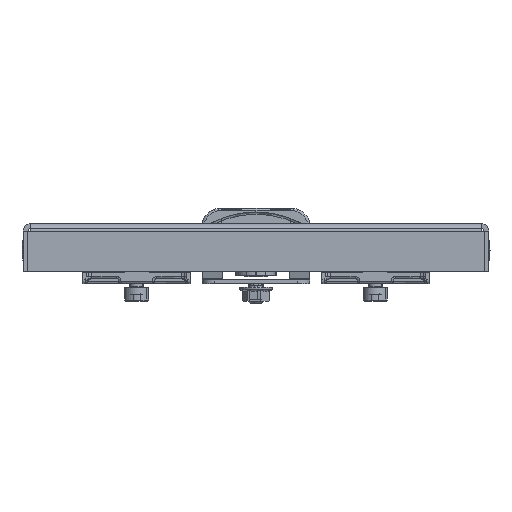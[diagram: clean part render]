
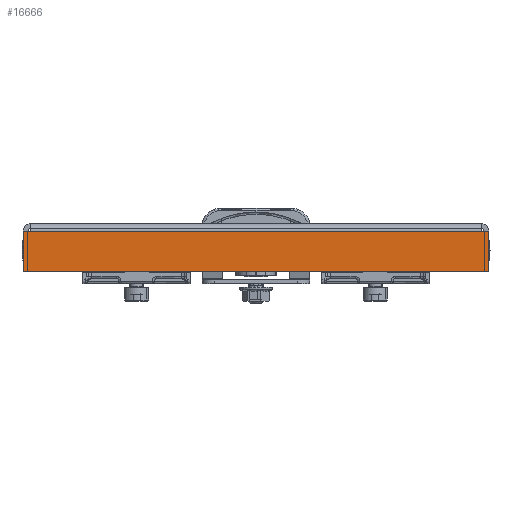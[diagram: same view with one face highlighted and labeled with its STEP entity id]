
A CAD part, left-side view. The second image highlights one B-rep face of the part: STEP entity #16666.
In plain terms, the highlighted planar face has unit normal (-1, 0, 0).
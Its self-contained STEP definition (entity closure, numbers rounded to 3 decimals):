
#112 = EDGE_CURVE ( 'NONE', #11534, #27771, #16254, .T. ) ;
#113 = EDGE_CURVE ( 'NONE', #11536, #11529, #16253, .T. ) ;
#116 = EDGE_CURVE ( 'NONE', #11534, #11531, #16265, .T. ) ;
#120 = EDGE_CURVE ( 'NONE', #11535, #11529, #16272, .T. ) ;
#123 = EDGE_CURVE ( 'NONE', #11531, #11535, #16277, .T. ) ;
#126 = EDGE_CURVE ( 'NONE', #27771, #11536, #16290, .T. ) ;
#505 = CARTESIAN_POINT ( 'NONE',  ( -497., 0., 0. ) ) ;
#512 = PLANE ( 'NONE',  #12350 ) ;
#514 = DIRECTION ( 'NONE',  ( 1., 0., 0. ) ) ;
#515 = DIRECTION ( 'NONE',  ( 0., 0., -1. ) ) ;
#10817 = FACE_OUTER_BOUND ( 'NONE', #32342, .T. ) ;
#11529 = VERTEX_POINT ( 'NONE', #12691 ) ;
#11531 = VERTEX_POINT ( 'NONE', #12695 ) ;
#11534 = VERTEX_POINT ( 'NONE', #12699 ) ;
#11535 = VERTEX_POINT ( 'NONE', #12700 ) ;
#11536 = VERTEX_POINT ( 'NONE', #12702 ) ;
#12350 = AXIS2_PLACEMENT_3D ( 'NONE', #505, #514, #515 ) ;
#12691 = CARTESIAN_POINT ( 'NONE',  ( -497., -97.5, -3. ) ) ;
#12695 = CARTESIAN_POINT ( 'NONE',  ( -497., 97.5, -20. ) ) ;
#12699 = CARTESIAN_POINT ( 'NONE',  ( -497., 97.5, -3. ) ) ;
#12700 = CARTESIAN_POINT ( 'NONE',  ( -497., -97.5, -20. ) ) ;
#12702 = CARTESIAN_POINT ( 'NONE',  ( -497., -94.5, -3. ) ) ;
#16253 = LINE ( 'NONE', #27097, #16262 ) ;
#16254 = LINE ( 'NONE', #27125, #16258 ) ;
#16258 = VECTOR ( 'NONE', #27115, 1000. ) ;
#16262 = VECTOR ( 'NONE', #27170, 1000. ) ;
#16265 = LINE ( 'NONE', #27109, #16270 ) ;
#16270 = VECTOR ( 'NONE', #27107, 1000. ) ;
#16272 = LINE ( 'NONE', #27106, #16280 ) ;
#16277 = LINE ( 'NONE', #27148, #16287 ) ;
#16280 = VECTOR ( 'NONE', #27182, 1000. ) ;
#16287 = VECTOR ( 'NONE', #27135, 1000. ) ;
#16290 = LINE ( 'NONE', #27161, #16293 ) ;
#16293 = VECTOR ( 'NONE', #27166, 1000. ) ;
#16666 = ADVANCED_FACE ( 'NONE', ( #10817 ), #512, .F. ) ;
#21830 = CARTESIAN_POINT ( 'NONE',  ( -497., 94.5, -3. ) ) ;
#23809 = ORIENTED_EDGE ( 'NONE', *, *, #112, .F. ) ;
#23825 = ORIENTED_EDGE ( 'NONE', *, *, #116, .T. ) ;
#23827 = ORIENTED_EDGE ( 'NONE', *, *, #113, .F. ) ;
#23843 = ORIENTED_EDGE ( 'NONE', *, *, #123, .T. ) ;
#23928 = ORIENTED_EDGE ( 'NONE', *, *, #126, .F. ) ;
#23930 = ORIENTED_EDGE ( 'NONE', *, *, #120, .T. ) ;
#27097 = CARTESIAN_POINT ( 'NONE',  ( -497., -97.5, -3. ) ) ;
#27106 = CARTESIAN_POINT ( 'NONE',  ( -497., -97.5, 0. ) ) ;
#27107 = DIRECTION ( 'NONE',  ( 0., 0., -1. ) ) ;
#27109 = CARTESIAN_POINT ( 'NONE',  ( -497., 97.5, 0. ) ) ;
#27115 = DIRECTION ( 'NONE',  ( 0., -1., 0. ) ) ;
#27125 = CARTESIAN_POINT ( 'NONE',  ( -497., -97.5, -3. ) ) ;
#27135 = DIRECTION ( 'NONE',  ( 0., -1., 0. ) ) ;
#27148 = CARTESIAN_POINT ( 'NONE',  ( -497., 0., -20. ) ) ;
#27161 = CARTESIAN_POINT ( 'NONE',  ( -497., -97.5, -3. ) ) ;
#27166 = DIRECTION ( 'NONE',  ( 0., -1., 0. ) ) ;
#27170 = DIRECTION ( 'NONE',  ( 0., -1., 0. ) ) ;
#27182 = DIRECTION ( 'NONE',  ( 0., 0., 1. ) ) ;
#27771 = VERTEX_POINT ( 'NONE', #21830 ) ;
#32342 = EDGE_LOOP ( 'NONE', ( #23809, #23825, #23843, #23930, #23827, #23928 ) ) ;
